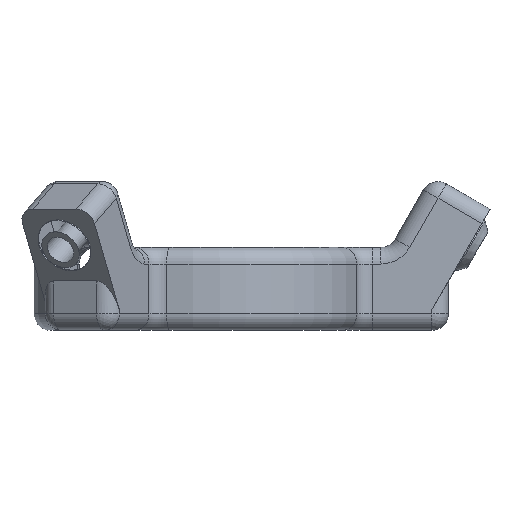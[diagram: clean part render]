
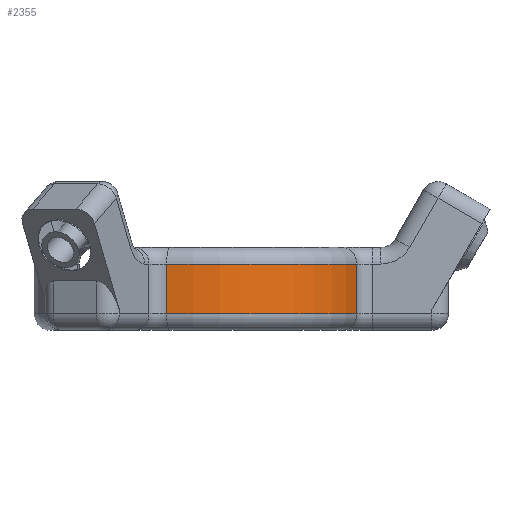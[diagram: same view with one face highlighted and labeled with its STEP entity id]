
A CAD part, front view. The second image highlights one B-rep face of the part: STEP entity #2355.
In plain terms, the highlighted cylindrical face has radius 20 mm (diameter 40 mm), a partial arc.
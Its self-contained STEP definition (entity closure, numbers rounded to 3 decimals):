
#86=CYLINDRICAL_SURFACE('',#2611,20.);
#177=CIRCLE('',#2532,20.);
#208=CIRCLE('',#2589,20.);
#372=FACE_OUTER_BOUND('',#528,.T.);
#528=EDGE_LOOP('',(#1883,#1884,#1885,#1886));
#731=LINE('',#3978,#918);
#732=LINE('',#3980,#919);
#918=VECTOR('',#3211,10.);
#919=VECTOR('',#3214,10.);
#1074=VERTEX_POINT('',#3825);
#1075=VERTEX_POINT('',#3829);
#1103=VERTEX_POINT('',#3927);
#1105=VERTEX_POINT('',#3933);
#1326=EDGE_CURVE('',#1074,#1075,#177,.T.);
#1378=EDGE_CURVE('',#1103,#1105,#208,.T.);
#1399=EDGE_CURVE('',#1105,#1074,#731,.T.);
#1400=EDGE_CURVE('',#1075,#1103,#732,.T.);
#1883=ORIENTED_EDGE('',*,*,#1326,.F.);
#1884=ORIENTED_EDGE('',*,*,#1399,.F.);
#1885=ORIENTED_EDGE('',*,*,#1378,.F.);
#1886=ORIENTED_EDGE('',*,*,#1400,.F.);
#2355=ADVANCED_FACE('',(#372),#86,.T.);
#2532=AXIS2_PLACEMENT_3D('',#3831,#3027,#3028);
#2589=AXIS2_PLACEMENT_3D('',#3937,#3159,#3160);
#2611=AXIS2_PLACEMENT_3D('',#3979,#3212,#3213);
#3027=DIRECTION('center_axis',(0.,0.,-1.));
#3028=DIRECTION('ref_axis',(0.5,-0.866,0.));
#3159=DIRECTION('center_axis',(0.,0.,1.));
#3160=DIRECTION('ref_axis',(0.5,-0.866,0.));
#3211=DIRECTION('',(0.,0.,-1.));
#3212=DIRECTION('center_axis',(0.,0.,1.));
#3213=DIRECTION('ref_axis',(-1.,0.,0.));
#3214=DIRECTION('',(0.,0.,1.));
#3825=CARTESIAN_POINT('',(18.961,-6.364,-3.));
#3829=CARTESIAN_POINT('',(-3.969,-19.602,-3.));
#3831=CARTESIAN_POINT('Origin',(0.,0.,-3.));
#3927=CARTESIAN_POINT('',(-3.969,-19.602,3.));
#3933=CARTESIAN_POINT('',(18.961,-6.364,3.));
#3937=CARTESIAN_POINT('Origin',(0.,0.,3.));
#3978=CARTESIAN_POINT('',(18.961,-6.364,0.));
#3979=CARTESIAN_POINT('Origin',(0.,0.,0.));
#3980=CARTESIAN_POINT('',(-3.969,-19.602,0.));
